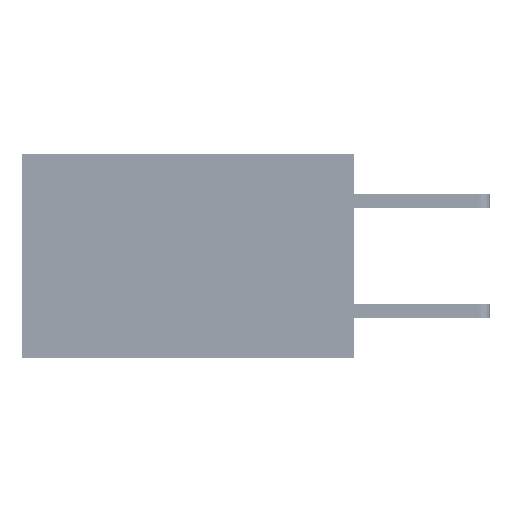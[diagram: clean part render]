
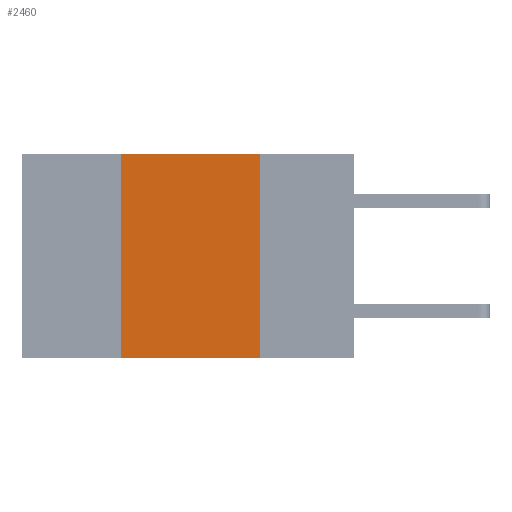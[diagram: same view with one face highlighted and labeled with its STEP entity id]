
A CAD part, left-side view. The second image highlights one B-rep face of the part: STEP entity #2460.
In plain terms, the highlighted planar face has unit normal (-1, 0, 0).
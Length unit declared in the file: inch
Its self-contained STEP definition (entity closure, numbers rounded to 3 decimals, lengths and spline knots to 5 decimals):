
#2460 = ADVANCED_FACE ( 'NONE', ( #34972 ), #3767, .F. ) ;
#2539 = LINE ( 'NONE', #23882, #11638 ) ;
#2731 = LINE ( 'NONE', #9432, #51397 ) ;
#3767 = PLANE ( 'NONE',  #3881 ) ;
#3881 = AXIS2_PLACEMENT_3D ( 'NONE', #32727, #45628, #12610 ) ;
#4537 = VERTEX_POINT ( 'NONE', #16331 ) ;
#6770 = EDGE_LOOP ( 'NONE', ( #18245, #41224, #20629, #42479 ) ) ;
#9255 = DIRECTION ( 'NONE',  ( 0., 0., -1. ) ) ;
#9432 = CARTESIAN_POINT ( 'NONE',  ( 0., 0.17, 0. ) ) ;
#9919 = DIRECTION ( 'NONE',  ( 0., 0., 1. ) ) ;
#11638 = VECTOR ( 'NONE', #36384, 39.37008 ) ;
#12610 = DIRECTION ( 'NONE',  ( 0., 0., -1. ) ) ;
#13207 = EDGE_CURVE ( 'NONE', #23429, #42006, #2539, .T. ) ;
#13901 = CARTESIAN_POINT ( 'NONE',  ( 0., 0.42, 0. ) ) ;
#14639 = DIRECTION ( 'NONE',  ( 0., -1., 0. ) ) ;
#14667 = EDGE_CURVE ( 'NONE', #4537, #40163, #49469, .T. ) ;
#15064 = VECTOR ( 'NONE', #14639, 39.37008 ) ;
#16331 = CARTESIAN_POINT ( 'NONE',  ( 0., 0.42, -0.37 ) ) ;
#18245 = ORIENTED_EDGE ( 'NONE', *, *, #21285, .F. ) ;
#20629 = ORIENTED_EDGE ( 'NONE', *, *, #52428, .F. ) ;
#21285 = EDGE_CURVE ( 'NONE', #42006, #40163, #2731, .T. ) ;
#23429 = VERTEX_POINT ( 'NONE', #29584 ) ;
#23882 = CARTESIAN_POINT ( 'NONE',  ( 0., 0.6, 0. ) ) ;
#29584 = CARTESIAN_POINT ( 'NONE',  ( 0., 0.42, 0. ) ) ;
#29842 = CARTESIAN_POINT ( 'NONE',  ( 0., 0.17, 0. ) ) ;
#32542 = LINE ( 'NONE', #13901, #40407 ) ;
#32727 = CARTESIAN_POINT ( 'NONE',  ( 0., 0.6, 0. ) ) ;
#34972 = FACE_OUTER_BOUND ( 'NONE', #6770, .T. ) ;
#36384 = DIRECTION ( 'NONE',  ( 0., -1., 0. ) ) ;
#39863 = CARTESIAN_POINT ( 'NONE',  ( 0., 0.6, -0.37 ) ) ;
#40163 = VERTEX_POINT ( 'NONE', #43954 ) ;
#40407 = VECTOR ( 'NONE', #9919, 39.37008 ) ;
#41224 = ORIENTED_EDGE ( 'NONE', *, *, #13207, .F. ) ;
#42006 = VERTEX_POINT ( 'NONE', #29842 ) ;
#42479 = ORIENTED_EDGE ( 'NONE', *, *, #14667, .T. ) ;
#43954 = CARTESIAN_POINT ( 'NONE',  ( 0., 0.17, -0.37 ) ) ;
#45628 = DIRECTION ( 'NONE',  ( 1., 0., 0. ) ) ;
#49469 = LINE ( 'NONE', #39863, #15064 ) ;
#51397 = VECTOR ( 'NONE', #9255, 39.37008 ) ;
#52428 = EDGE_CURVE ( 'NONE', #4537, #23429, #32542, .T. ) ;
